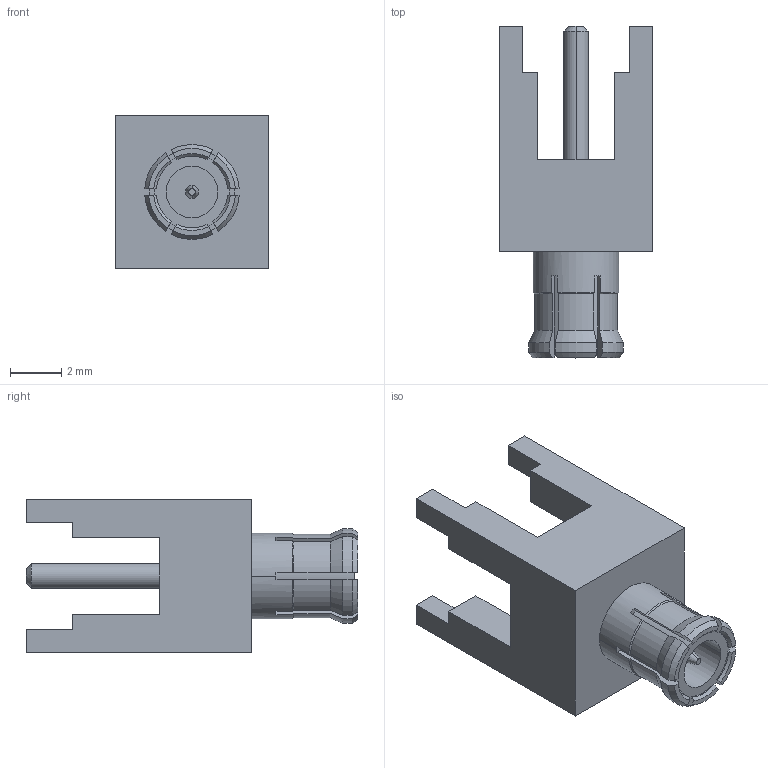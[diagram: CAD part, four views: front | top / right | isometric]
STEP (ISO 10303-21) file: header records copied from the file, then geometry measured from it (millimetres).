
FILE_DESCRIPTION((''),'2;1');
FILE_NAME('MCX1251B1-001-3GT30G-_SW0002','2020-05-15T11:44:26',('Viji'),(''),'CREO PARAMETRIC BY PTC INC, 2019444','CREO PARAMETRIC BY PTC INC, 2019444','');
FILE_SCHEMA(('CONFIG_CONTROL_DESIGN'));
Length unit declared in the file: millimetre
Products named in the file (1): MCX1251B1-001-3GT30G-_SW0002
Bounding box: 6 x 12.96 x 6 mm (x, y, z)
Volume: 195.4 mm3; surface area: 358.7 mm2
Topology: 1 solids, 1 shells, 123 faces, 342 edges, 226 vertices
Faces by surface type: plane 59, cylinder 34, cone 30
Entity records: 4104 total; most frequent: CARTESIAN_POINT 907, ORIENTED_EDGE 684, DIRECTION 638, EDGE_CURVE 342, VERTEX_POINT 226, AXIS2_PLACEMENT_3D 221, VECTOR 196, LINE 196
